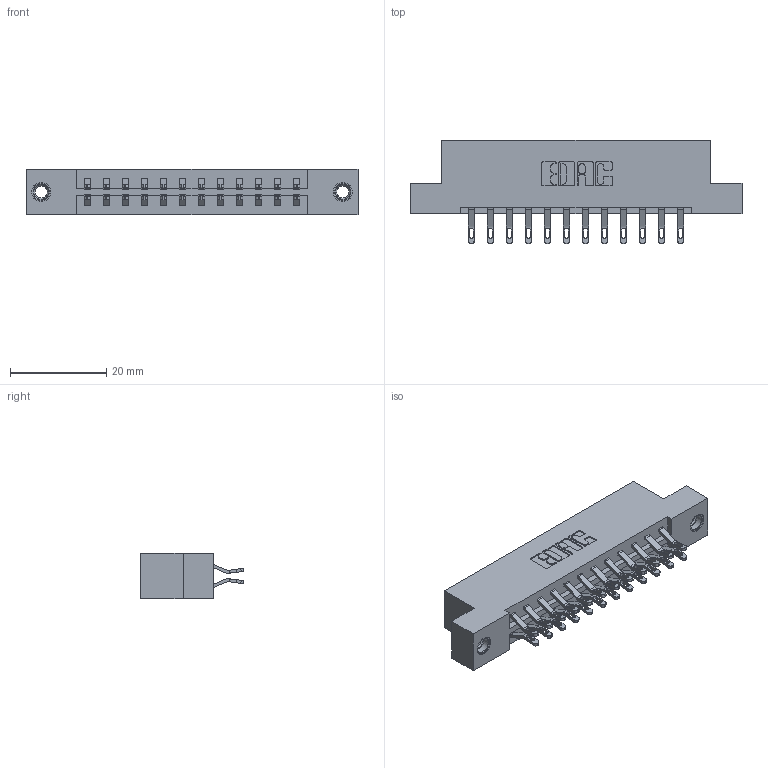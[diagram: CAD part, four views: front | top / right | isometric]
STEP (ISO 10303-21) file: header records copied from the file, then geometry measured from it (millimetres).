
FILE_DESCRIPTION (( 'STEP AP203' ), '1' );
FILE_NAME ('833-024-555-207.STEP', '2020-06-01T22:07:22', ( '' ), ( '' ), 'SwSTEP 2.0', 'SolidWorks 2020', '' );
FILE_SCHEMA (( 'CONFIG_CONTROL_DESIGN' ));
Length unit declared in the file: inch
Products named in the file (4): 833 Part_Flush - .156 Dia - TI; 345-250-001_345-250-005-103; 345-292-001_555 Tail; 833-024-555-207
Assembly tree (27 placements, depth 2):
  833-024-555-207
    833 Part_Flush - .156 Dia - TI
    345-292-001_555 Tail  x24
    345-250-001_345-250-005-103  x2
Bounding box: 69.09 x 21.47 x 9.4 mm (x, y, z)
Volume: 6829 mm3; surface area: 8045.7 mm2
Topology: 27 solids, 27 shells, 1566 faces, 4839 edges, 3218 vertices
Faces by surface type: plane 918, cylinder 632, cone 12, torus 4
Entity records: 13112 total; most frequent: CARTESIAN_POINT 2227, ORIENTED_EDGE 2126, DIRECTION 1957, EDGE_CURVE 1063, LINE 895, VECTOR 895, VERTEX_POINT 704, AXIS2_PLACEMENT_3D 531
